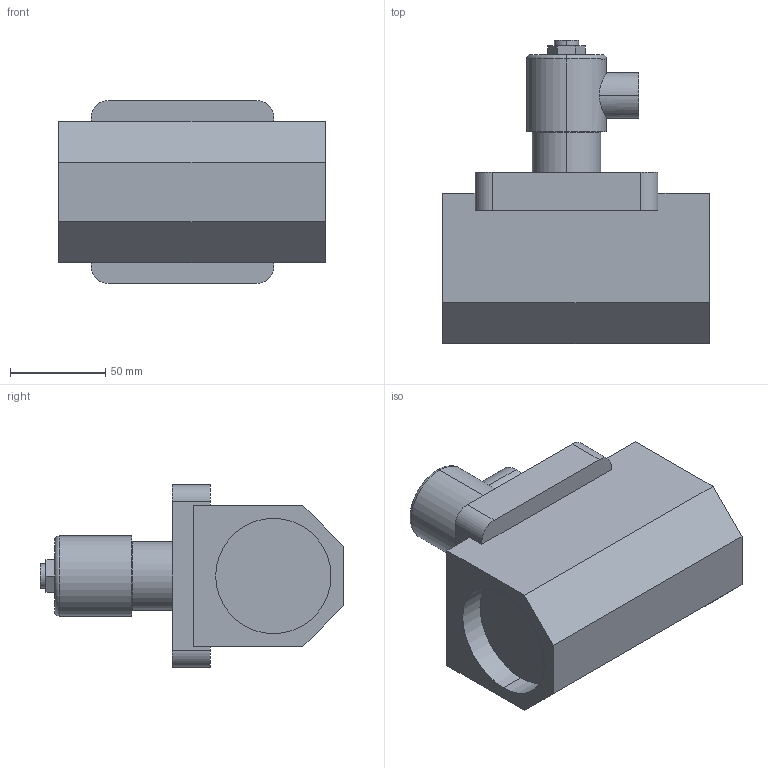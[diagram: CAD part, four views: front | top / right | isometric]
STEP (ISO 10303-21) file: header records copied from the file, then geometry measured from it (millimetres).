
FILE_DESCRIPTION (( 'STEP AP214' ), '1' );
FILE_NAME ('YS211A-J.STEP', '2025-09-08T05:32:24', ( '' ), ( '' ), 'SwSTEP 2.0', 'SolidWorks 2024', '' );
FILE_SCHEMA (( 'AUTOMOTIVE_DESIGN' ));
Length unit declared in the file: millimetre
Products named in the file (3): ZS211_6J; AS301A; YS211A-J
Assembly tree (2 placements, depth 2):
  YS211A-J
    ZS211_6J
    AS301A
Bounding box: 140 x 159.38 x 96 mm (x, y, z)
Volume: 852603.3 mm3; surface area: 79406.3 mm2
Topology: 2 solids, 2 shells, 57 faces, 130 edges, 86 vertices
Faces by surface type: plane 33, cylinder 22, torus 2
Entity records: 1798 total; most frequent: CARTESIAN_POINT 378, DIRECTION 298, ORIENTED_EDGE 260, EDGE_CURVE 130, AXIS2_PLACEMENT_3D 108, VERTEX_POINT 86, VECTOR 82, LINE 82
